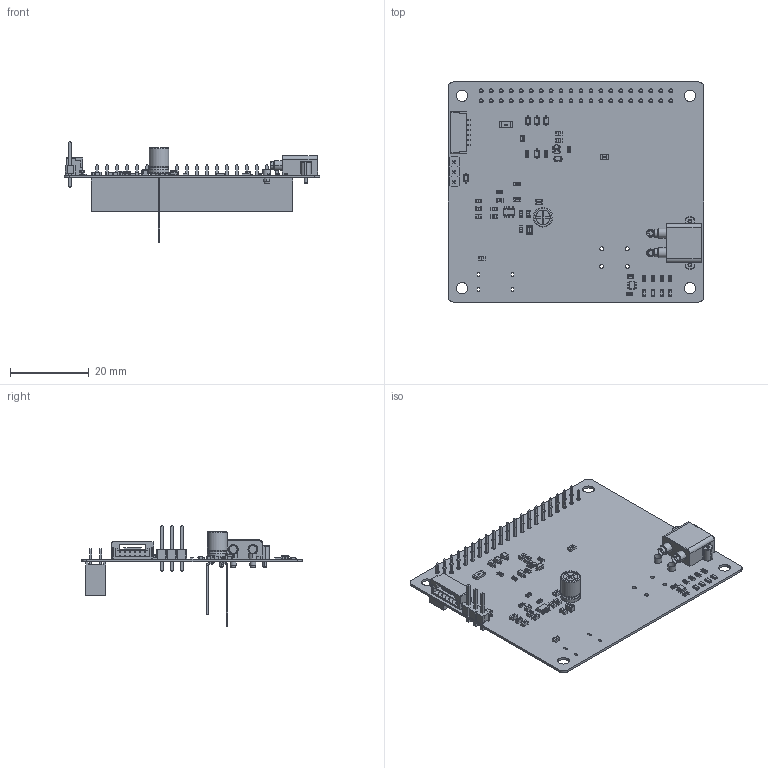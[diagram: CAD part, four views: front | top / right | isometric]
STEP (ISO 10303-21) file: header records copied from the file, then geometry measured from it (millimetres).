
FILE_DESCRIPTION(('Open CASCADE Model'),'2;1');
FILE_NAME('Open CASCADE Shape Model','2024-10-30T14:01:44',('Author'),( 'Open CASCADE'),'Open CASCADE STEP processor 7.5','Open CASCADE 7.5' ,'Unknown');
FILE_SCHEMA(('AUTOMOTIVE_DESIGN { 1 0 10303 214 1 1 1 1 }'));
Length unit declared in the file: millimetre
Products named in the file (87): PCB; Board; Open CASCADE STEP translator 7.5 1.1.1; R33; 0603; R32; U5; SOT353-1; SOT353-1 Lower body; SOT353-1 Lead; SOT353-1 Upper body; U2; TPS565201DDCR; R29; R28; R27; R26; R18; R17; R13; R12; R10; R5; R4; 0805 resistor; R3; 1206 resistor; R2; R1; Q1; US6; J10; 61300311121; 6130xx11121_PIN; J4; Conn_JST_SM06B-GHS-TB_LF_SN_eec; 1; SM06B-GHS-TB; 2; JST Logo adjustable ...
Assembly tree (143 placements, depth 5):
  PCB
    Board
      Open CASCADE STEP translator 7.5 1.1.1
    R33
      0603
    R32
      0603
    U5
      SOT353-1
        SOT353-1 Lower body
        SOT353-1 Lead  x5
        SOT353-1 Upper body
    U2
      TPS565201DDCR
    R29
      0603
    R28
      0603
    R27
      0603
    R26
      0603
    R18
      0603
    R17
      0603
    R13
      0603
    R12
      0603
    R10
      0603
    R5
      0603
    R4
      0805 resistor
    R3
      1206 resistor
    R2
      0805 resistor
    R1
      0603
    Q1
      US6
    J10
      61300311121
        61300311121
        6130xx11121_PIN  x3
    J4
      Conn_JST_SM06B-GHS-TB_LF_SN_eec
        1
          1
          SM06B-GHS-TB
          2
        JST Logo adjustable
    J3
      PPPC202LFBN-RC
        2 row tin body_20
        2 row tin pins  x20
    J1
Bounding box: 65 x 56 x 25.56 mm (x, y, z)
Volume: 4926.7 mm3; surface area: 12898.9 mm2
Topology: 276 solids, 276 shells, 5970 faces, 14782 edges, 9247 vertices
Faces by surface type: plane 3652, cylinder 1203, bspline 797, sphere 224, torus 66, cone 26, revolution 2
Full cylindrical faces by diameter (mm): 0.6 x2, 1 x46, 1.1 x3, 1.7 x2, 2.9 x4
Entity records: 75521 total; most frequent: CARTESIAN_POINT 19646, ORIENTED_EDGE 10214, DIRECTION 9872, EDGE_CURVE 5107, LINE 3744, VECTOR 3744, VERTEX_POINT 3229, AXIS2_PLACEMENT_3D 3063
